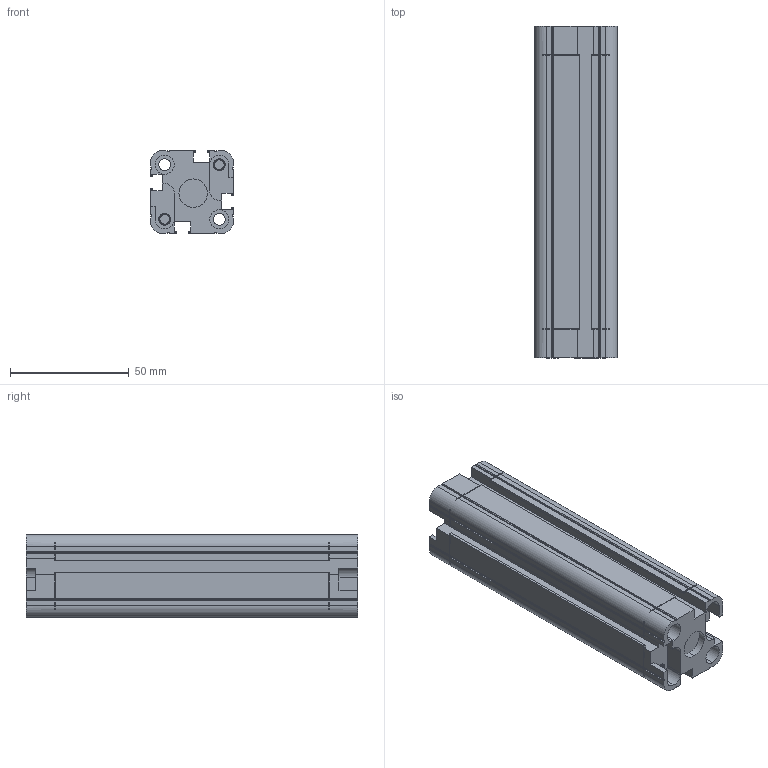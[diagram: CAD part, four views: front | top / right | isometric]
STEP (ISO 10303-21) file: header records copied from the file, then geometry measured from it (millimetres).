
FILE_DESCRIPTION (( 'STEP AP203' ), '1' );
FILE_NAME ('11.5cm Cylinder_Default_sldprt.STEP', '2023-10-19T05:32:50', ( '' ), ( '' ), 'SwSTEP 2.0', 'SolidWorks 2023', '' );
FILE_SCHEMA (( 'CONFIG_CONTROL_DESIGN' ));
Length unit declared in the file: millimetre
Products named in the file (1): 11.5cm Cylinder_Default_sldprt
Bounding box: 35 x 140 x 35 mm (x, y, z)
Volume: 102448.9 mm3; surface area: 42839.6 mm2
Topology: 1 solids, 1 shells, 311 faces, 874 edges, 576 vertices
Faces by surface type: plane 199, cylinder 106, bspline 6
Entity records: 11561 total; most frequent: CARTESIAN_POINT 3410, ORIENTED_EDGE 1748, DIRECTION 1644, EDGE_CURVE 874, VECTOR 616, LINE 616, VERTEX_POINT 576, AXIS2_PLACEMENT_3D 514
